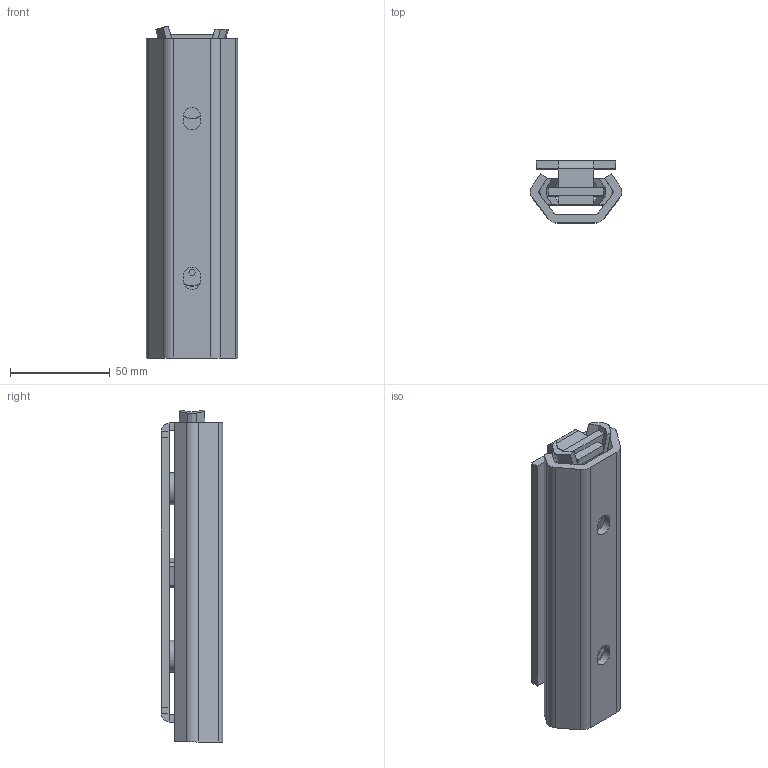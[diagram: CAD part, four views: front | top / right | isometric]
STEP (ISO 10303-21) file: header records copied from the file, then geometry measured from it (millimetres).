
FILE_DESCRIPTION (( 'STEP AP214' ), '1' );
FILE_NAME ('SXTE45-160_1_LXWL45-150-2RS-40_0-40_0-Rollco.step', '2020-06-24T13:11:42', ( '' ), ( '' ), 'SwSTEP 2.0', 'SolidWorks 2010', '' );
FILE_SCHEMA (( 'AUTOMOTIVE_DESIGN' ));
Length unit declared in the file: millimetre
Products named in the file (7): Rail-SXTE45-160-Rollco_Rail-SXTE45-160-Rollco; Slider-LXWL45-150-2RS-Rollco_Slider-LXWL45-150-2RS-Rollco; Screw-LXWL45-Rollco_Screw-LXWL45-Rollco; Wheel-RXBLNX45-2RS-Rollco_Wheel-RXBLNX45-2RS-Rollco; Wheel-RXBLAX45-2RS-Rollco_Wheel-RXBLAX45-2RS-Rollco; SXTE45-160_1_LXWL45-150-2RS-40_0-40_0-Rollco
Assembly tree (9 placements, depth 3):
  SXTE45-160_1_LXWL45-150-2RS-40_0-40_0-Rollco
    Rail-SXTE45-160-Rollco_Rail-SXTE45-160-Rollco
    Slider-LXWL45-150-2RS-Rollco_Slider-LXWL45-150-2RS-Rollco
      Wheel-RXBLNX45-2RS-Rollco_Wheel-RXBLNX45-2RS-Rollco  x2
      Screw-LXWL45-Rollco_Screw-LXWL45-Rollco  x3
      Wheel-RXBLAX45-2RS-Rollco_Wheel-RXBLAX45-2RS-Rollco
      Slider-LXWL45-150-2RS-Rollco_Slider-LXWL45-150-2RS-Rollco
Bounding box: 45.7 x 31 x 166.52 mm (x, y, z)
Volume: 99642.8 mm3; surface area: 65500.2 mm2
Topology: 8 solids, 17 shells, 297 faces, 684 edges, 436 vertices
Faces by surface type: plane 199, bspline 69, cylinder 23, torus 3, cone 3
Full cylindrical faces by diameter (mm): 6 x7
Entity records: 7465 total; most frequent: CARTESIAN_POINT 1803, DIRECTION 958, ORIENTED_EDGE 930, EDGE_CURVE 465, AXIS2_PLACEMENT_3D 320, VERTEX_POINT 319, LINE 318, VECTOR 318
